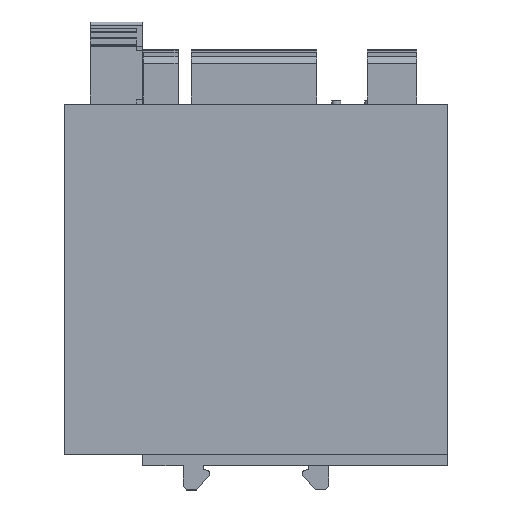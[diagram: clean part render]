
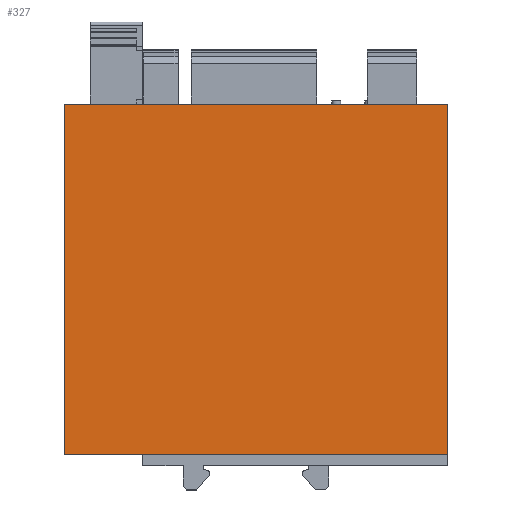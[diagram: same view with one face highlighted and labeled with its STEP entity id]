
A CAD part, top view. The second image highlights one B-rep face of the part: STEP entity #327.
In plain terms, the highlighted planar face has unit normal (0, 0, 1).
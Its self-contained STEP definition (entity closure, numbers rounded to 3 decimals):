
#327 = ADVANCED_FACE( '', ( #1009 ), #1010, .T. );
#1009 = FACE_OUTER_BOUND( '', #1818, .T. );
#1010 = PLANE( '', #1819 );
#1818 = EDGE_LOOP( '', ( #4046, #4047, #4048, #4049 ) );
#1819 = AXIS2_PLACEMENT_3D( '', #4050, #4051, #4052 );
#4046 = ORIENTED_EDGE( '', *, *, #5000, .T. );
#4047 = ORIENTED_EDGE( '', *, *, #5625, .T. );
#4048 = ORIENTED_EDGE( '', *, *, #5626, .T. );
#4049 = ORIENTED_EDGE( '', *, *, #5627, .T. );
#4050 = CARTESIAN_POINT( '', ( 0., 0., 42. ) );
#4051 = DIRECTION( '', ( 0., 0., 1. ) );
#4052 = DIRECTION( '', ( 1., 0., 0. ) );
#5000 = EDGE_CURVE( '', #5944, #5942, #5945, .T. );
#5625 = EDGE_CURVE( '', #5942, #6991, #6992, .T. );
#5626 = EDGE_CURVE( '', #6991, #6993, #6994, .T. );
#5627 = EDGE_CURVE( '', #6993, #5944, #6995, .T. );
#5942 = VERTEX_POINT( '', #7479 );
#5944 = VERTEX_POINT( '', #7482 );
#5945 = LINE( '', #7483, #7484 );
#6991 = VERTEX_POINT( '', #9052 );
#6992 = LINE( '', #9053, #9054 );
#6993 = VERTEX_POINT( '', #9055 );
#6994 = LINE( '', #9056, #9057 );
#6995 = LINE( '', #9058, #9059 );
#7479 = CARTESIAN_POINT( '', ( -63.5, 116., 42. ) );
#7482 = CARTESIAN_POINT( '', ( 63.5, 116., 42. ) );
#7483 = CARTESIAN_POINT( '', ( 63.5, 116., 42. ) );
#7484 = VECTOR( '', #9672, 1000. );
#9052 = CARTESIAN_POINT( '', ( -63.5, 0., 42. ) );
#9053 = CARTESIAN_POINT( '', ( -63.5, 116., 42. ) );
#9054 = VECTOR( '', #10501, 1000. );
#9055 = CARTESIAN_POINT( '', ( 63.5, 0., 42. ) );
#9056 = CARTESIAN_POINT( '', ( -63.5, 0., 42. ) );
#9057 = VECTOR( '', #10502, 1000. );
#9058 = CARTESIAN_POINT( '', ( 63.5, 0., 42. ) );
#9059 = VECTOR( '', #10503, 1000. );
#9672 = DIRECTION( '', ( -1., 0., 0. ) );
#10501 = DIRECTION( '', ( 0., -1., 0. ) );
#10502 = DIRECTION( '', ( 1., 0., 0. ) );
#10503 = DIRECTION( '', ( 0., 1., 0. ) );
